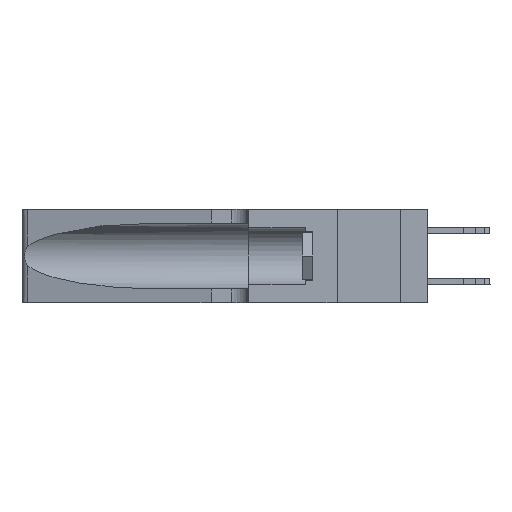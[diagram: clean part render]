
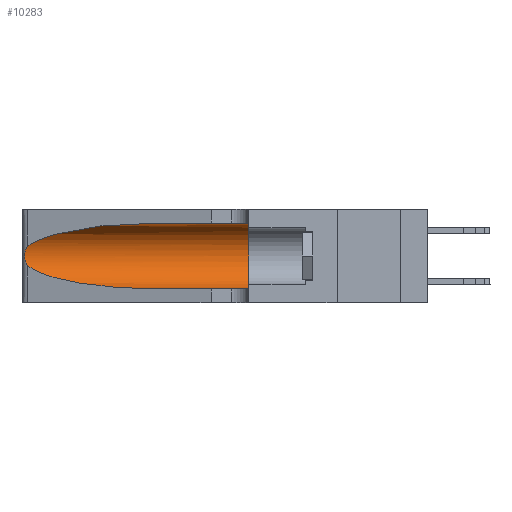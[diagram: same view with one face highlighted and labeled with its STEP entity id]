
A CAD part, left-side view. The second image highlights one B-rep face of the part: STEP entity #10283.
In plain terms, the highlighted cylindrical face has radius 3.308 mm (diameter 6.617 mm), a partial arc.
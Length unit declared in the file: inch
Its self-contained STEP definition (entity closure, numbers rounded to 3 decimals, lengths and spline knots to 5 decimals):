
#255 = VERTEX_POINT ( 'NONE', #19053 ) ;
#659 = CARTESIAN_POINT ( 'NONE',  ( 0.25787, 1.23484, 0.2124 ) ) ;
#661 = AXIS2_PLACEMENT_3D ( 'NONE', #9910, #14341, #3311 ) ;
#870 = VERTEX_POINT ( 'NONE', #18964 ) ;
#1042 = DIRECTION ( 'NONE',  ( 0., -1., 0. ) ) ;
#3311 = DIRECTION ( 'NONE',  ( 0., 0., -1. ) ) ;
#3377 = VERTEX_POINT ( 'NONE', #19739 ) ;
#3704 = CARTESIAN_POINT ( 'NONE',  ( 0.1305, 0.72297, 0.31525 ) ) ;
#3892 = CARTESIAN_POINT ( 'NONE',  ( 0.1305, 1.61858, 0.05475 ) ) ;
#5207 = EDGE_CURVE ( 'NONE', #255, #870, #24110, .T. ) ;
#5941 = CARTESIAN_POINT ( 'NONE',  ( 0.2373, 1.15595, 0.08982 ) ) ;
#6091 = CARTESIAN_POINT ( 'NONE',  ( 0.25487, 1.22718, 0.14631 ) ) ;
#6807 = EDGE_CURVE ( 'NONE', #23908, #255, #25650, .T. ) ;
#6822 = VERTEX_POINT ( 'NONE', #3704 ) ;
#7045 = ORIENTED_EDGE ( 'NONE', *, *, #5207, .T. ) ;
#7181 = B_SPLINE_CURVE_WITH_KNOTS ( 'NONE', 3,
 ( #9085, #9755, #22807, #659, #18529, #27207, #24949, #16210, #16032, #25054, #20863, #9659, #11872, #7436 ),
 .UNSPECIFIED., .F., .F.,
 ( 4, 2, 2, 2, 2, 2, 4 ),
 ( 0., 0.00027, 0.00053, 0.00107, 0.0016, 0.00187, 0.00214 ),
 .UNSPECIFIED. ) ;
#7436 = CARTESIAN_POINT ( 'NONE',  ( 0.25487, 1.22718, 0.14631 ) ) ;
#9085 = CARTESIAN_POINT ( 'NONE',  ( 0.25487, 1.22718, 0.22369 ) ) ;
#9659 = CARTESIAN_POINT ( 'NONE',  ( 0.25639, 1.23186, 0.15144 ) ) ;
#9755 = CARTESIAN_POINT ( 'NONE',  ( 0.25555, 1.22994, 0.2215 ) ) ;
#9910 = CARTESIAN_POINT ( 'NONE',  ( 0.1305, 1.61858, 0.185 ) ) ;
#10283 = ADVANCED_FACE ( 'NONE', ( #11552 ), #25419, .F. ) ;
#10667 = CARTESIAN_POINT ( 'NONE',  ( 0.18966, 0.96281, 0.05475 ) ) ;
#11552 = FACE_OUTER_BOUND ( 'NONE', #27955, .T. ) ;
#11572 = ORIENTED_EDGE ( 'NONE', *, *, #6807, .T. ) ;
#11635 = VECTOR ( 'NONE', #16742, 39.37008 ) ;
#11872 = CARTESIAN_POINT ( 'NONE',  ( 0.25555, 1.22993, 0.14849 ) ) ;
#12644 = CARTESIAN_POINT ( 'NONE',  ( 0.1305, 0.35, 0.185 ) ) ;
#13666 = CARTESIAN_POINT ( 'NONE',  ( 0.1305, 0.72297, 0.31525 ) ) ;
#14341 = DIRECTION ( 'NONE',  ( 0., -1., 0. ) ) ;
#14861 = EDGE_CURVE ( 'NONE', #6822, #3377, #17205, .T. ) ;
#15014 = CARTESIAN_POINT ( 'NONE',  ( 0.1305, 0.72297, 0.05475 ) ) ;
#16004 = EDGE_CURVE ( 'NONE', #6822, #16933, #22621, .T. ) ;
#16032 = CARTESIAN_POINT ( 'NONE',  ( 0.26017, 1.23833, 0.17102 ) ) ;
#16210 = CARTESIAN_POINT ( 'NONE',  ( 0.26075, 1.23896, 0.178 ) ) ;
#16742 = DIRECTION ( 'NONE',  ( 0., -1., 0. ) ) ;
#16880 = CARTESIAN_POINT ( 'NONE',  ( 0.1305, 1.61858, 0.31525 ) ) ;
#16933 = VERTEX_POINT ( 'NONE', #19802 ) ;
#16987 = DIRECTION ( 'NONE',  ( 0., 0., 1. ) ) ;
#17159 = EDGE_CURVE ( 'NONE', #16933, #23908, #7181, .T. ) ;
#17205 = LINE ( 'NONE', #16880, #20665 ) ;
#17221 = AXIS2_PLACEMENT_3D ( 'NONE', #12644, #27793, #16987 ) ;
#18102 = CARTESIAN_POINT ( 'NONE',  ( 0.18966, 0.96281, 0.31525 ) ) ;
#18529 = CARTESIAN_POINT ( 'NONE',  ( 0.25854, 1.2359, 0.20912 ) ) ;
#18964 = CARTESIAN_POINT ( 'NONE',  ( 0.1305, 0.35, 0.05475 ) ) ;
#19053 = CARTESIAN_POINT ( 'NONE',  ( 0.1305, 0.72297, 0.05475 ) ) ;
#19739 = CARTESIAN_POINT ( 'NONE',  ( 0.1305, 0.35, 0.31525 ) ) ;
#19802 = CARTESIAN_POINT ( 'NONE',  ( 0.25487, 1.22718, 0.22369 ) ) ;
#20665 = VECTOR ( 'NONE', #1042, 39.37008 ) ;
#20669 = ORIENTED_EDGE ( 'NONE', *, *, #23747, .F. ) ;
#20863 = CARTESIAN_POINT ( 'NONE',  ( 0.25789, 1.23486, 0.15765 ) ) ;
#21687 = CARTESIAN_POINT ( 'NONE',  ( 0.25487, 1.22718, 0.14631 ) ) ;
#22303 = ORIENTED_EDGE ( 'NONE', *, *, #17159, .T. ) ;
#22621 =( BOUNDED_CURVE ( )  B_SPLINE_CURVE ( 3, ( #13666, #18102, #22678, #24912 ),
 .UNSPECIFIED., .F., .T. ) 
 B_SPLINE_CURVE_WITH_KNOTS ( ( 4, 4 ),
 ( 1.5708, 2.84003 ),
 .UNSPECIFIED. ) 
 CURVE ( )  GEOMETRIC_REPRESENTATION_ITEM ( )  RATIONAL_B_SPLINE_CURVE ( ( 1., 0.87, 0.87, 1. ) ) 
 REPRESENTATION_ITEM ( '' )  );
#22678 = CARTESIAN_POINT ( 'NONE',  ( 0.2373, 1.15595, 0.28018 ) ) ;
#22807 = CARTESIAN_POINT ( 'NONE',  ( 0.25639, 1.23184, 0.21858 ) ) ;
#23747 = EDGE_CURVE ( 'NONE', #3377, #870, #26543, .T. ) ;
#23908 = VERTEX_POINT ( 'NONE', #6091 ) ;
#24110 = LINE ( 'NONE', #3892, #11635 ) ;
#24912 = CARTESIAN_POINT ( 'NONE',  ( 0.25487, 1.22718, 0.22369 ) ) ;
#24949 = CARTESIAN_POINT ( 'NONE',  ( 0.26075, 1.23896, 0.19203 ) ) ;
#25054 = CARTESIAN_POINT ( 'NONE',  ( 0.25856, 1.23593, 0.16098 ) ) ;
#25419 = CYLINDRICAL_SURFACE ( 'NONE', #661, 0.13025 ) ;
#25650 =( BOUNDED_CURVE ( )  B_SPLINE_CURVE ( 3, ( #21687, #5941, #10667, #15014 ),
 .UNSPECIFIED., .F., .F. ) 
 B_SPLINE_CURVE_WITH_KNOTS ( ( 4, 4 ),
 ( 3.44316, 4.71239 ),
 .UNSPECIFIED. ) 
 CURVE ( )  GEOMETRIC_REPRESENTATION_ITEM ( )  RATIONAL_B_SPLINE_CURVE ( ( 1., 0.87, 0.87, 1. ) ) 
 REPRESENTATION_ITEM ( '' )  );
#26543 = CIRCLE ( 'NONE', #17221, 0.13025 ) ;
#26900 = ORIENTED_EDGE ( 'NONE', *, *, #16004, .T. ) ;
#27207 = CARTESIAN_POINT ( 'NONE',  ( 0.26018, 1.23835, 0.19895 ) ) ;
#27718 = ORIENTED_EDGE ( 'NONE', *, *, #14861, .F. ) ;
#27793 = DIRECTION ( 'NONE',  ( 0., 1., 0. ) ) ;
#27955 = EDGE_LOOP ( 'NONE', ( #26900, #22303, #11572, #7045, #20669, #27718 ) ) ;
